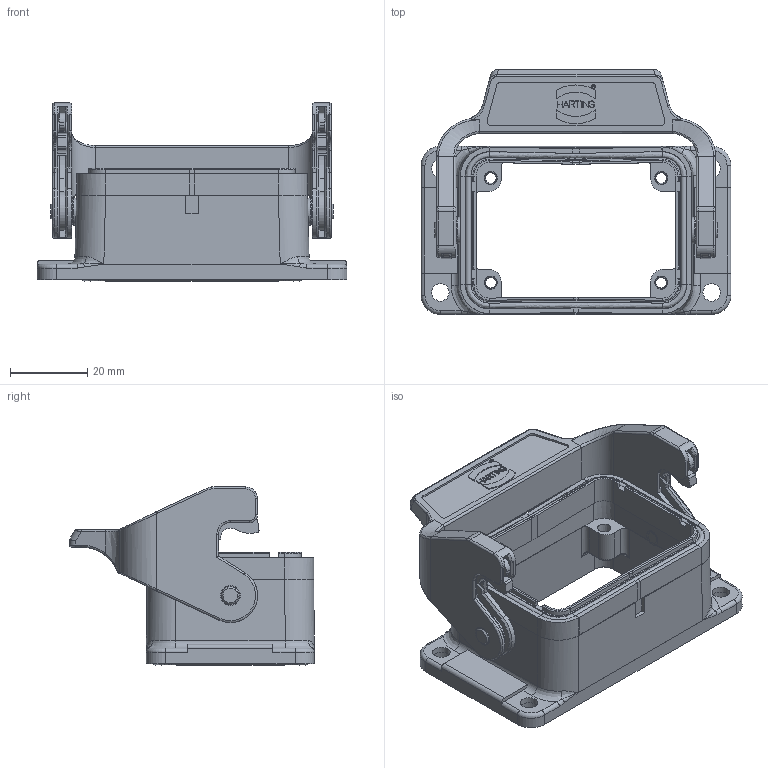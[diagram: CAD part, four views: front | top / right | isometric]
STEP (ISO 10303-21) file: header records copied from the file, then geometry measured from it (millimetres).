
FILE_DESCRIPTION(/* description */ (''),/* implementation_level */ '2;1');
FILE_NAME(/* name */ '100095186ugm000_d.stp',/* time_stamp */ '2017-11-03T12:13:44+01:00',/* author */ (''),/* organization */ (''),/* preprocessor_version */ 'ST-DEVELOPER v16',/* originating_system */ 'SIEMENS PLM Software NX 10.0',/* authorisation */ '');
FILE_SCHEMA (('AUTOMOTIVE_DESIGN { 1 0 10303 214 3 1 1 1 }'));
Length unit declared in the file: millimetre
Products named in the file (1): 100095186ugm000_d
Bounding box: 80 x 63.2 x 45.95 mm (x, y, z)
Volume: 35798.2 mm3; surface area: 28322.1 mm2
Topology: 2 solids, 11 shells, 1080 faces, 2843 edges, 1790 vertices
Faces by surface type: plane 614, cylinder 259, bspline 143, cone 40, torus 22, sphere 2
Full cylindrical faces by diameter (mm): 0.95 x1, 1.05 x1, 2.95 x2, 3 x4, 3.09 x2, 4 x2, 4.5 x4, 4.8 x2, 5.1 x2, 6.2 x4, 7 x2
Entity records: 44395 total; most frequent: CARTESIAN_POINT 11149, ORIENTED_EDGE 5430, DIRECTION 5078, EDGE_CURVE 2715, VERTEX_POINT 1724, LINE 1720, VECTOR 1720, AXIS2_PLACEMENT_3D 1679
